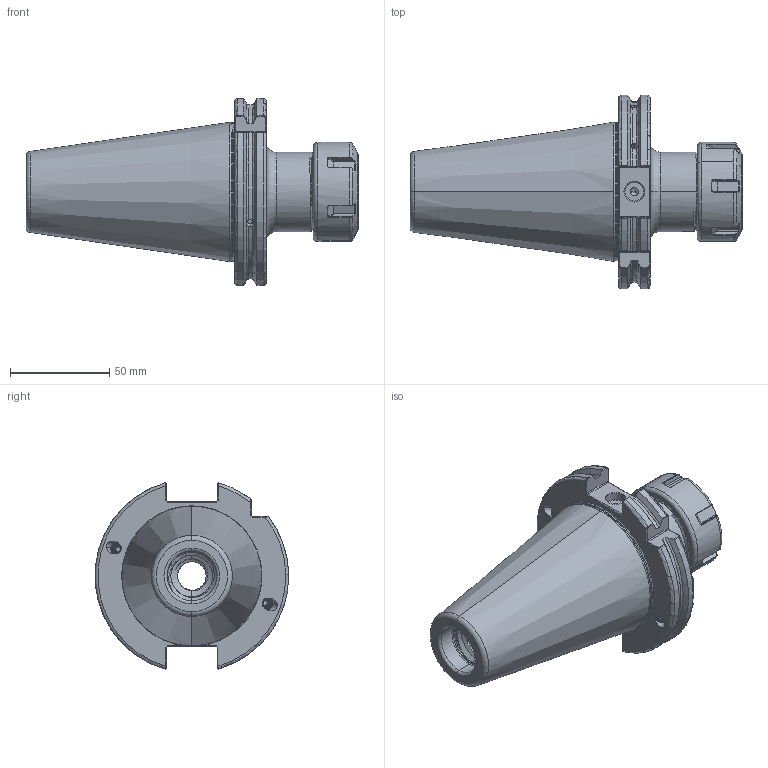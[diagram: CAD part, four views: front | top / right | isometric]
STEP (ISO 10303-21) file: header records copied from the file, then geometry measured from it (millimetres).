
FILE_DESCRIPTION (( 'STEP AP203' ), '1' );
FILE_NAME ('503.02.20.STEP', '2016-07-16T05:25:17', ( '' ), ( '' ), 'SwSTEP 2.0', 'SolidWorks 2012', '' );
FILE_SCHEMA (( 'CONFIG_CONTROL_DESIGN' ));
Length unit declared in the file: millimetre
Products named in the file (3): 503.02.20; 2-01.100.0320230C7_ER32螺帽(六溝)
Assembly tree (2 placements, depth 2):
  503.02.20
    503.02.20
    2-01.100.0320230C7_ER32螺帽(六溝)
Bounding box: 167.03 x 97.33 x 93.81 mm (x, y, z)
Volume: 362867.8 mm3; surface area: 65800.6 mm2
Topology: 2 solids, 2 shells, 483 faces, 1246 edges, 760 vertices
Faces by surface type: cylinder 188, plane 100, bspline 94, torus 62, cone 39
Entity records: 36579 total; most frequent: CARTESIAN_POINT 26261, ORIENTED_EDGE 2468, DIRECTION 1601, EDGE_CURVE 1234, VERTEX_POINT 760, AXIS2_PLACEMENT_3D 620, EDGE_LOOP 500, FACE_OUTER_BOUND 483
